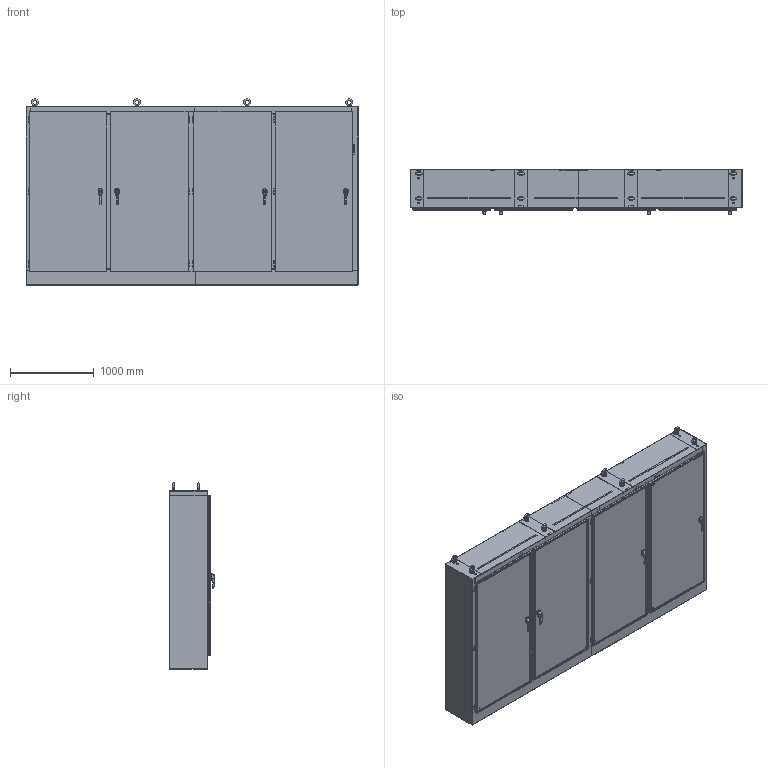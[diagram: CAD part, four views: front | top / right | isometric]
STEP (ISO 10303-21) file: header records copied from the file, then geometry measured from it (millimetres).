
FILE_DESCRIPTION (( 'STEP AP214' ), '1' );
FILE_NAME ('4UHD8415718N4SS_1.STEP', '2019-09-03T21:35:20', ( '' ), ( '' ), 'SwSTEP 2.0', 'SolidWorks 2018', '' );
FILE_SCHEMA (( 'AUTOMOTIVE_DESIGN' ));
Length unit declared in the file: inch
Products named in the file (1): 4UHD8415718N4SS_1
Bounding box: 3975.1 x 545.21 x 2230.06 mm (x, y, z)
Volume: 96245740.1 mm3; surface area: 71924495.3 mm2
Topology: 365 solids, 369 shells, 5216 faces, 12674 edges, 8207 vertices
Faces by surface type: plane 3243, cylinder 1478, bspline 395, cone 100
Full cylindrical faces by diameter (mm): 3.68 x1, 3.967 x2, 4.249 x4, 4.394 x4, 4.75 x8, 4.826 x2, 4.928 x1, 4.976 x23, 4.978 x6, 5.105 x12, 5.461 x6, 5.537 x4, 5.563 x3, 5.893 x4, 5.918 x4, 6.248 x25, 6.325 x2, 6.35 x57, 6.477 x2, 6.528 x16, 6.731 x1, 6.756 x13, 6.985 x4, 7.112 x16, 7.137 x22, 7.163 x1, 7.366 x2, 7.442 x12, 7.805 x16, 7.937 x14
Entity records: 205441 total; most frequent: CARTESIAN_POINT 83101, ORIENTED_EDGE 23328, DIRECTION 23052, EDGE_CURVE 11664, VERTEX_POINT 8099, AXIS2_PLACEMENT_3D 7699, LINE 7654, VECTOR 7654
